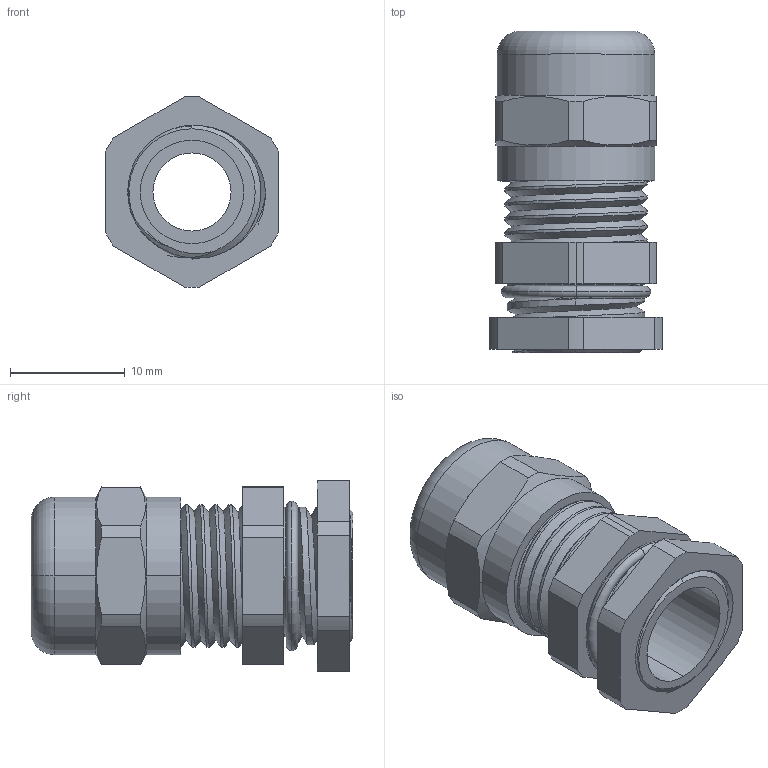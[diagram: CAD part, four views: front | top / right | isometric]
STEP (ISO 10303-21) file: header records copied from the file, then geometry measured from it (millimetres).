
FILE_DESCRIPTION (( 'STEP AP203' ), '1' );
FILE_NAME ('BMBCX-ES.step', '2016-02-11T13:25:16', ( '' ), ( '' ), 'SwSTEP 2.0', 'SolidWorks 2015', '' );
FILE_SCHEMA (( 'CONFIG_CONTROL_DESIGN' ));
Length unit declared in the file: millimetre
Products named in the file (1): BMBCX-ES
Bounding box: 15 x 28 x 16.6 mm (x, y, z)
Volume: 2399.3 mm3; surface area: 5051.4 mm2
Topology: 6 solids, 6 shells, 254 faces, 706 edges, 465 vertices
Faces by surface type: plane 134, cylinder 84, torus 15, bspline 12, cone 9
Entity records: 12185 total; most frequent: CARTESIAN_POINT 5801, ORIENTED_EDGE 1412, DIRECTION 1267, EDGE_CURVE 706, AXIS2_PLACEMENT_3D 465, VERTEX_POINT 465, VECTOR 337, LINE 337
